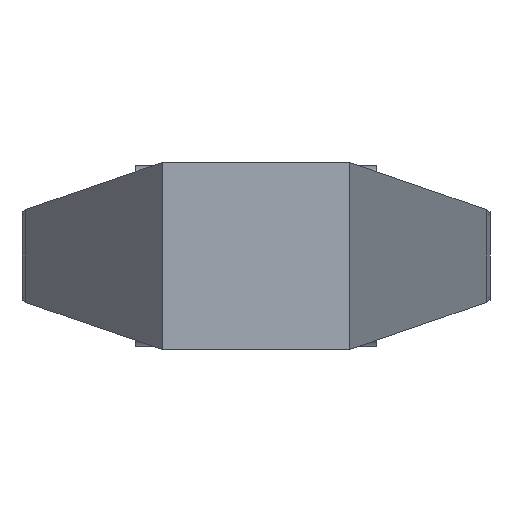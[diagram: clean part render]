
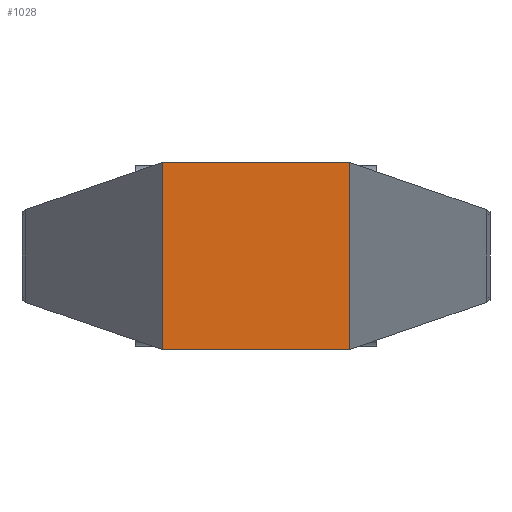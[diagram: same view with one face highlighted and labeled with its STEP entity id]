
A CAD part, front view. The second image highlights one B-rep face of the part: STEP entity #1028.
In plain terms, the highlighted planar face has unit normal (0, -1, 0).
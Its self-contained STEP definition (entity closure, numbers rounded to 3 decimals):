
#827 = AXIS2_PLACEMENT_3D ( 'NONE', #2774, #8407, #6392 ) ;
#895 = EDGE_CURVE ( 'NONE', #10722, #10101, #7708, .T. ) ;
#1028 = ADVANCED_FACE ( 'NONE', ( #10730 ), #3704, .F. ) ;
#1209 = VECTOR ( 'NONE', #10844, 1000. ) ;
#1568 = CARTESIAN_POINT ( 'NONE',  ( 7., -500., 7. ) ) ;
#2089 = CARTESIAN_POINT ( 'NONE',  ( 7., -500., 7. ) ) ;
#2110 = CARTESIAN_POINT ( 'NONE',  ( 7., -500., -7. ) ) ;
#2288 = LINE ( 'NONE', #2289, #4912 ) ;
#2289 = CARTESIAN_POINT ( 'NONE',  ( 7., -500., -7. ) ) ;
#2774 = CARTESIAN_POINT ( 'NONE',  ( 0., -500., 0. ) ) ;
#3419 = VERTEX_POINT ( 'NONE', #2110 ) ;
#3566 = CARTESIAN_POINT ( 'NONE',  ( -7., -500., -7. ) ) ;
#3594 = CARTESIAN_POINT ( 'NONE',  ( -7., -500., -7. ) ) ;
#3599 = EDGE_LOOP ( 'NONE', ( #9421, #6102, #10757, #10708 ) ) ;
#3704 = PLANE ( 'NONE',  #827 ) ;
#3989 = DIRECTION ( 'NONE',  ( 0., 0., 1. ) ) ;
#4031 = LINE ( 'NONE', #7731, #11656 ) ;
#4258 = VECTOR ( 'NONE', #6023, 1000. ) ;
#4432 = CARTESIAN_POINT ( 'NONE',  ( -7., -500., 7. ) ) ;
#4912 = VECTOR ( 'NONE', #8735, 1000. ) ;
#6023 = DIRECTION ( 'NONE',  ( 1., 0., 0. ) ) ;
#6102 = ORIENTED_EDGE ( 'NONE', *, *, #895, .F. ) ;
#6392 = DIRECTION ( 'NONE',  ( 0., 0., 1. ) ) ;
#7101 = EDGE_CURVE ( 'NONE', #3419, #10242, #10869, .T. ) ;
#7708 = LINE ( 'NONE', #1568, #4258 ) ;
#7731 = CARTESIAN_POINT ( 'NONE',  ( -7., -500., 7. ) ) ;
#8407 = DIRECTION ( 'NONE',  ( 0., 1., 0. ) ) ;
#8735 = DIRECTION ( 'NONE',  ( 0., 0., -1. ) ) ;
#9421 = ORIENTED_EDGE ( 'NONE', *, *, #10133, .F. ) ;
#9970 = EDGE_CURVE ( 'NONE', #10242, #10722, #4031, .T. ) ;
#10101 = VERTEX_POINT ( 'NONE', #2089 ) ;
#10133 = EDGE_CURVE ( 'NONE', #10101, #3419, #2288, .T. ) ;
#10242 = VERTEX_POINT ( 'NONE', #3594 ) ;
#10708 = ORIENTED_EDGE ( 'NONE', *, *, #7101, .F. ) ;
#10722 = VERTEX_POINT ( 'NONE', #4432 ) ;
#10730 = FACE_OUTER_BOUND ( 'NONE', #3599, .T. ) ;
#10757 = ORIENTED_EDGE ( 'NONE', *, *, #9970, .F. ) ;
#10844 = DIRECTION ( 'NONE',  ( -1., 0., 0. ) ) ;
#10869 = LINE ( 'NONE', #3566, #1209 ) ;
#11656 = VECTOR ( 'NONE', #3989, 1000. ) ;
